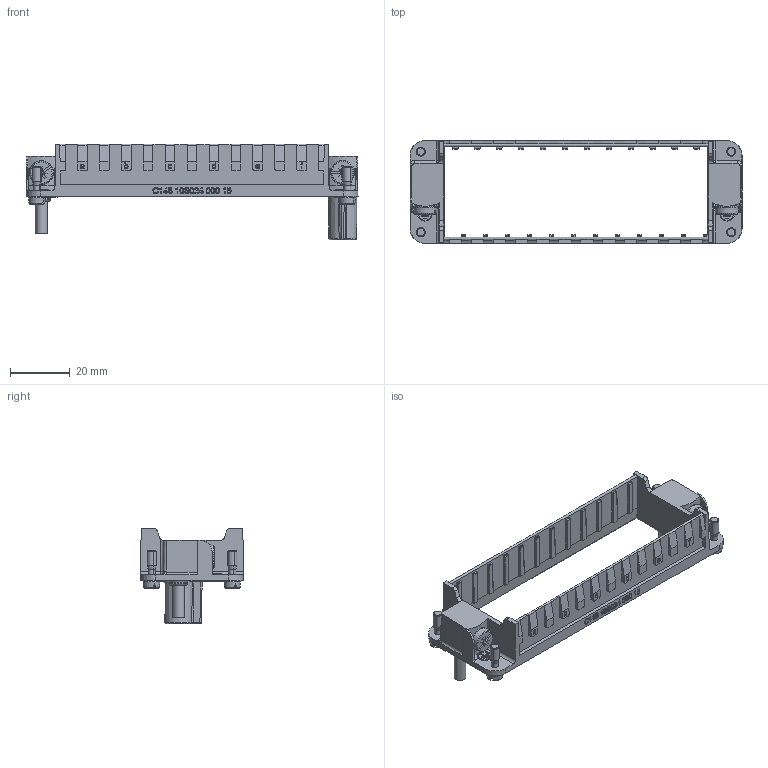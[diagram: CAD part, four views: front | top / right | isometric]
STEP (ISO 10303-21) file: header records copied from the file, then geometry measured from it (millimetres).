
FILE_DESCRIPTION(/* description */ (''),/* implementation_level */ '2;1');
FILE_NAME(/* name */ 'c146 10s024 000 15.stp',/* time_stamp */ '2017-12-12T10:50:09+01:00',/* author */ (''),/* organization */ (''),/* preprocessor_version */ 'ST-DEVELOPER v16',/* originating_system */ 'SIEMENS PLM Software NX 11.0',/* authorisation */ '');
FILE_SCHEMA (('AP203_CONFIGURATION_CONTROLLED_3D_DESIGN_OF_MECHANICAL_PARTS_AND_ASSEMBLIES_MIM_LF { 1 0 10303 403 2 1 2}'));
Products named in the file (1): 13245nxs001-01
Bounding box: 111.2 x 34.4 x 32.1 mm (x, y, z)
Volume: 12204.3 mm3; surface area: 13405.9 mm2
Topology: 1 solids, 1 shells, 1826 faces, 4689 edges, 2978 vertices
Faces by surface type: plane 978, cylinder 350, extrusion 280, cone 82, bspline 59, sphere 51, torus 26
Full cylindrical faces by diameter (mm): 3 x3, 3.6 x1, 4 x1, 4.5 x2, 6 x2, 8 x2
Entity records: 62568 total; most frequent: CARTESIAN_POINT 19729, ORIENTED_EDGE 9260, DIRECTION 7928, EDGE_CURVE 4630, VECTOR 3176, VERTEX_POINT 2975, LINE 2896, AXIS2_PLACEMENT_3D 2376
